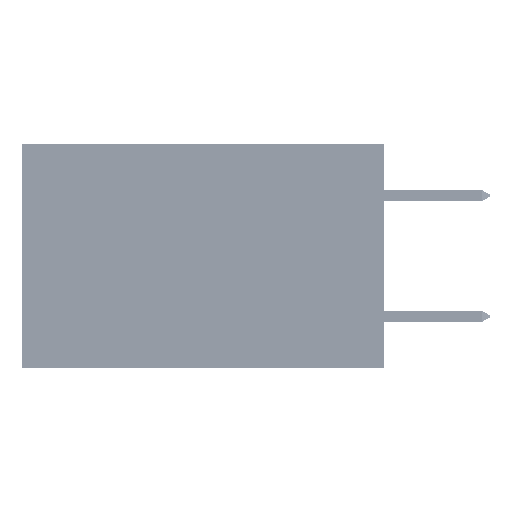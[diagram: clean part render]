
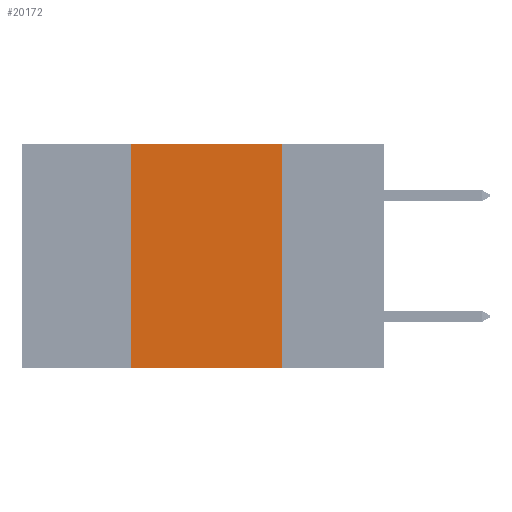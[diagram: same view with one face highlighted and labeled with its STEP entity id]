
A CAD part, left-side view. The second image highlights one B-rep face of the part: STEP entity #20172.
In plain terms, the highlighted planar face has unit normal (-1, 0, 0).
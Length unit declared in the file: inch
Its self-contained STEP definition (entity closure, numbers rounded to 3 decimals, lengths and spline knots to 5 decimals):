
#842 = ORIENTED_EDGE ( 'NONE', *, *, #41475, .F. ) ;
#1304 = VERTEX_POINT ( 'NONE', #27257 ) ;
#1509 = EDGE_LOOP ( 'NONE', ( #9768, #20106, #842, #5454 ) ) ;
#5454 = ORIENTED_EDGE ( 'NONE', *, *, #32185, .T. ) ;
#9104 = LINE ( 'NONE', #21924, #19864 ) ;
#9768 = ORIENTED_EDGE ( 'NONE', *, *, #12194, .F. ) ;
#12194 = EDGE_CURVE ( 'NONE', #38682, #26238, #19070, .T. ) ;
#14433 = CARTESIAN_POINT ( 'NONE',  ( 0., 0.42, 0. ) ) ;
#19070 = LINE ( 'NONE', #41664, #26275 ) ;
#19864 = VECTOR ( 'NONE', #48986, 39.37008 ) ;
#20106 = ORIENTED_EDGE ( 'NONE', *, *, #23948, .F. ) ;
#20172 = ADVANCED_FACE ( 'NONE', ( #26694 ), #29922, .F. ) ;
#21924 = CARTESIAN_POINT ( 'NONE',  ( 0., 0.6, 0. ) ) ;
#22129 = LINE ( 'NONE', #34753, #29891 ) ;
#22401 = CARTESIAN_POINT ( 'NONE',  ( 0., 0.6, 0. ) ) ;
#23948 = EDGE_CURVE ( 'NONE', #27870, #38682, #9104, .T. ) ;
#24001 = LINE ( 'NONE', #44682, #41335 ) ;
#24198 = CARTESIAN_POINT ( 'NONE',  ( 0., 0.17, 0. ) ) ;
#26238 = VERTEX_POINT ( 'NONE', #49221 ) ;
#26275 = VECTOR ( 'NONE', #34333, 39.37008 ) ;
#26694 = FACE_OUTER_BOUND ( 'NONE', #1509, .T. ) ;
#26725 = DIRECTION ( 'NONE',  ( 0., -1., 0. ) ) ;
#27257 = CARTESIAN_POINT ( 'NONE',  ( 0., 0.42, -0.37 ) ) ;
#27870 = VERTEX_POINT ( 'NONE', #14433 ) ;
#29653 = DIRECTION ( 'NONE',  ( 0., 0., 1. ) ) ;
#29891 = VECTOR ( 'NONE', #26725, 39.37008 ) ;
#29922 = PLANE ( 'NONE',  #43973 ) ;
#32185 = EDGE_CURVE ( 'NONE', #1304, #26238, #22129, .T. ) ;
#33401 = DIRECTION ( 'NONE',  ( 0., 0., -1. ) ) ;
#34333 = DIRECTION ( 'NONE',  ( 0., 0., -1. ) ) ;
#34753 = CARTESIAN_POINT ( 'NONE',  ( 0., 0.6, -0.37 ) ) ;
#37242 = DIRECTION ( 'NONE',  ( 1., 0., 0. ) ) ;
#38682 = VERTEX_POINT ( 'NONE', #24198 ) ;
#41335 = VECTOR ( 'NONE', #29653, 39.37008 ) ;
#41475 = EDGE_CURVE ( 'NONE', #1304, #27870, #24001, .T. ) ;
#41664 = CARTESIAN_POINT ( 'NONE',  ( 0., 0.17, 0. ) ) ;
#43973 = AXIS2_PLACEMENT_3D ( 'NONE', #22401, #37242, #33401 ) ;
#44682 = CARTESIAN_POINT ( 'NONE',  ( 0., 0.42, 0. ) ) ;
#48986 = DIRECTION ( 'NONE',  ( 0., -1., 0. ) ) ;
#49221 = CARTESIAN_POINT ( 'NONE',  ( 0., 0.17, -0.37 ) ) ;
